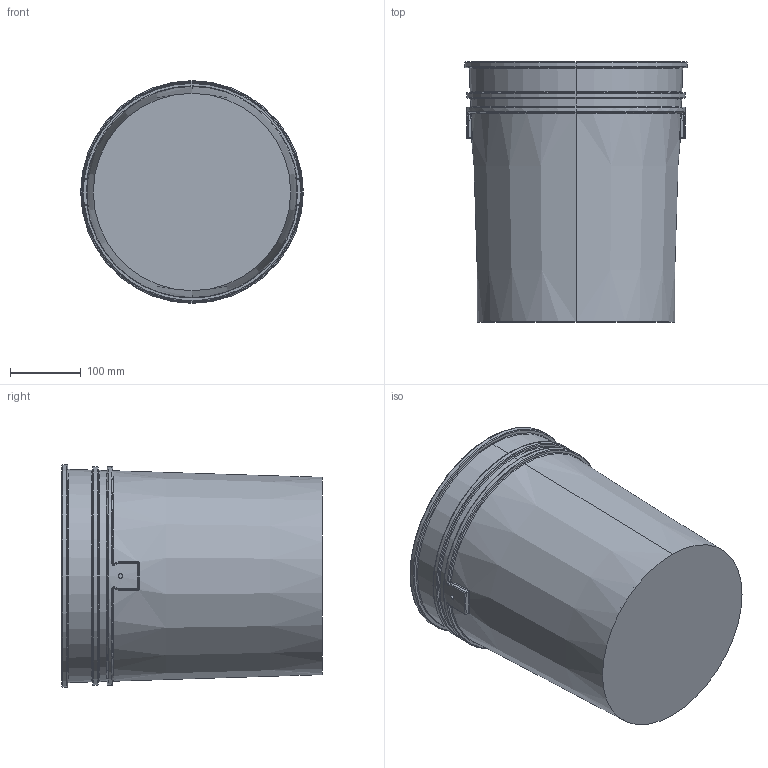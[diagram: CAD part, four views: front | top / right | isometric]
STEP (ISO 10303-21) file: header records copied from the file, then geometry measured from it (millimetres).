
FILE_DESCRIPTION (( 'STEP AP203' ), '1' );
FILE_NAME ('5 gallon bucket.STEP', '2012-05-23T19:40:06', ( 'brad.mitchell' ), ( '' ), 'SwSTEP 2.0', 'SolidWorks 2011', '' );
FILE_SCHEMA (( 'CONFIG_CONTROL_DESIGN' ));
Length unit declared in the file: inch
Products named in the file (1): 5 gallon bucket
Bounding box: 315.21 x 368.3 x 315.21 mm (x, y, z)
Volume: 21347246.2 mm3; surface area: 1232452.3 mm2
Topology: 2 solids, 2 shells, 121 faces, 263 edges, 145 vertices
Faces by surface type: torus 34, cylinder 28, bspline 20, plane 19, sphere 10, cone 10
Entity records: 4355 total; most frequent: CARTESIAN_POINT 1744, DIRECTION 572, ORIENTED_EDGE 510, AXIS2_PLACEMENT_3D 261, EDGE_CURVE 255, CIRCLE 159, VERTEX_POINT 145, EDGE_LOOP 128
